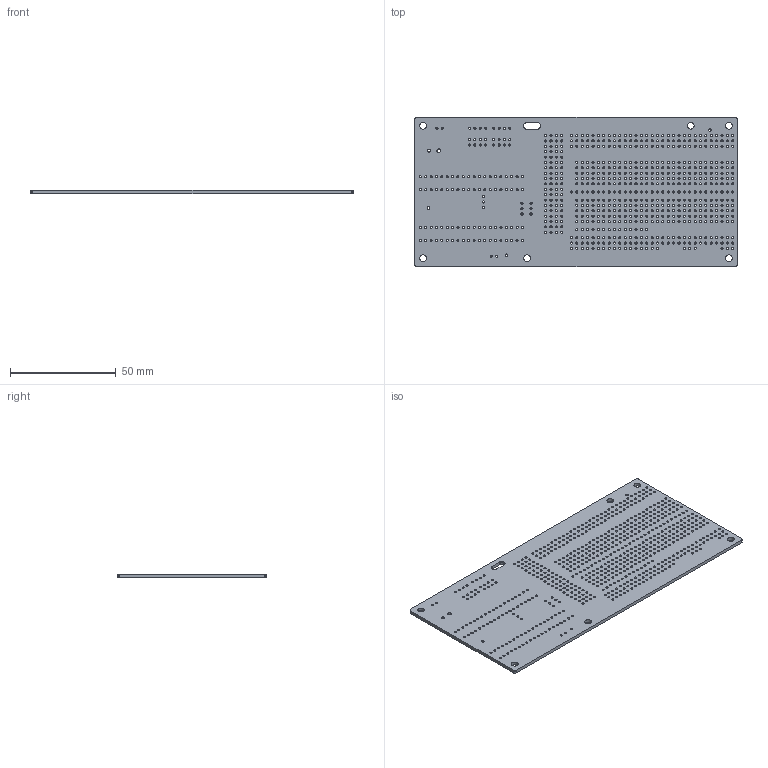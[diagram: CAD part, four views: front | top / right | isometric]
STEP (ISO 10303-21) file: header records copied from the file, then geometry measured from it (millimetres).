
FILE_DESCRIPTION(('PTSolns Pico Basa + Proto'),'2;1');
FILE_NAME( 'PTSolns_Pico_Base_Proto.step', '2025-02-14T11:00:36', ('PTSolns'), (''), 'v1.0', '', '');
FILE_SCHEMA(('AUTOMOTIVE_DESIGN { 1 0 10303 214 1 1 1 1 }'));
Length unit declared in the file: millimetre
Products named in the file (1): PTSolns_Pico_Base
Bounding box: 152.5 x 70.58 x 1.6 mm (x, y, z)
Volume: 16193.1 mm3; surface area: 24712.3 mm2
Topology: 1 solids, 1 shells, 807 faces, 2415 edges, 1610 vertices
Faces by surface type: cylinder 727, plane 80
Full cylindrical faces by diameter (mm): 1 x716, 1.152 x3, 1.4 x1, 1.7 x1, 3.2 x6
Entity records: 30977 total; most frequent: DIRECTION 5485, CARTESIAN_POINT 4833, ORIENTED_EDGE 4830, EDGE_CURVE 2415, FACE_BOUND 2263, EDGE_LOOP 2263, AXIS2_PLACEMENT_3D 2262, VERTEX_POINT 1610
